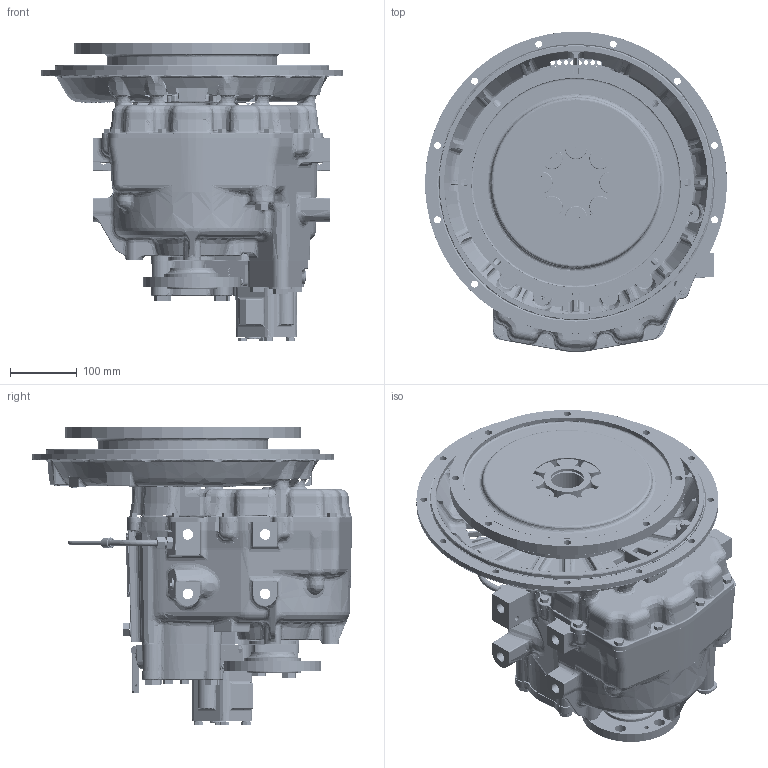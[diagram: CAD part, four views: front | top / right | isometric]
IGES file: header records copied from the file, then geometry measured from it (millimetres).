
Start section: SolidWorks IGES file using analytic representation for surfaces
Global section: file name:  PX13021H.igs; native system: SolidWorks 2017; preprocessor: SolidWorks 2017; author: smtservice; date: 191010.161233; units: millimetre
Bounding box: 451 x 478.74 x 444.96 mm (x, y, z)
Surface area: 1488368.8 mm2 (no closed solid volume)
Topology: 0 solids, 0 shells, 3793 faces, 63412 edges, 63292 vertices
Faces by surface type: bspline 2293, revolution 1500
